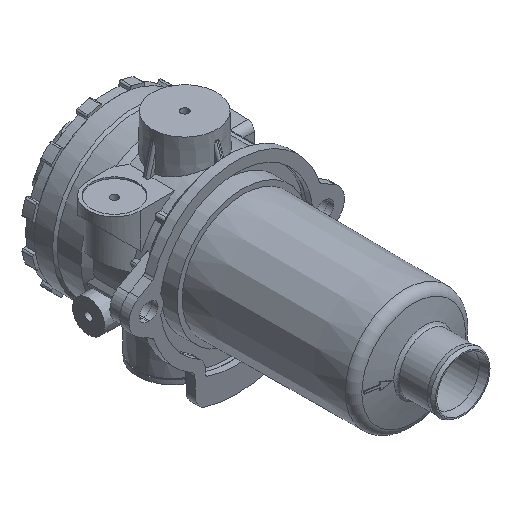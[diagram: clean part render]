
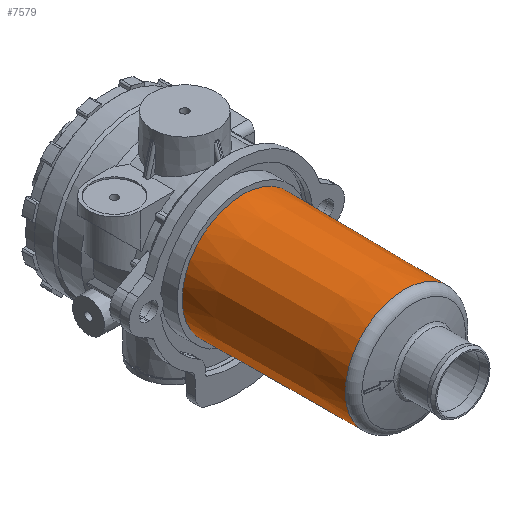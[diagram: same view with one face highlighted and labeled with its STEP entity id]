
A CAD part, isometric view. The second image highlights one B-rep face of the part: STEP entity #7579.
In plain terms, the highlighted conical face has half-angle 0.409 degrees and reference radius 38.932 mm.
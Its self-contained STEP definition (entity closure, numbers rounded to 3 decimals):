
#44=FACE_BOUND('',#1298,.T.);
#125=CONICAL_SURFACE('',#8024,38.932,0.409);
#431=CIRCLE('',#8023,38.9);
#432=CIRCLE('',#8025,39.657);
#862=FACE_OUTER_BOUND('',#1297,.T.);
#1297=EDGE_LOOP('',(#4753));
#1298=EDGE_LOOP('',(#4754));
#2815=VERTEX_POINT('',#11552);
#2816=VERTEX_POINT('',#11555);
#3580=EDGE_CURVE('',#2815,#2815,#431,.T.);
#3581=EDGE_CURVE('',#2816,#2816,#432,.T.);
#4753=ORIENTED_EDGE('',*,*,#3581,.F.);
#4754=ORIENTED_EDGE('',*,*,#3580,.F.);
#7579=ADVANCED_FACE('',(#862,#44),#125,.T.);
#8023=AXIS2_PLACEMENT_3D('',#11553,#9001,#9002);
#8024=AXIS2_PLACEMENT_3D('',#11554,#9003,#9004);
#8025=AXIS2_PLACEMENT_3D('',#11556,#9005,#9006);
#9001=DIRECTION('center_axis',(0.,-1.,0.));
#9002=DIRECTION('ref_axis',(-1.,0.,0.));
#9003=DIRECTION('center_axis',(0.,1.,0.));
#9004=DIRECTION('ref_axis',(1.,0.,0.));
#9005=DIRECTION('center_axis',(0.,1.,0.));
#9006=DIRECTION('ref_axis',(1.,0.,0.));
#11552=CARTESIAN_POINT('',(38.9,-112.002,0.));
#11553=CARTESIAN_POINT('Origin',(0.,-112.002,
0.));
#11554=CARTESIAN_POINT('Origin',(0.,-107.5,0.));
#11555=CARTESIAN_POINT('',(39.657,-6.,0.));
#11556=CARTESIAN_POINT('Origin',(0.,-6.,0.));
